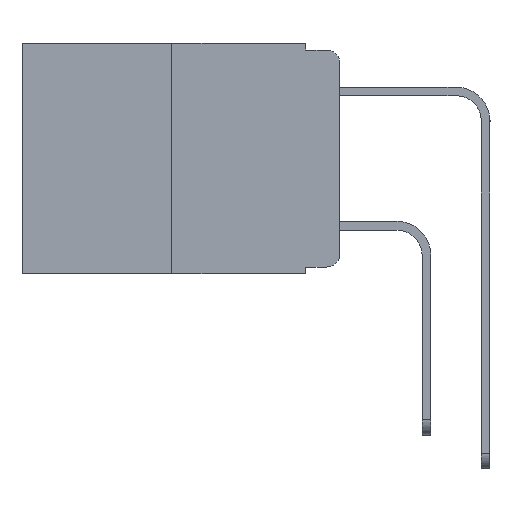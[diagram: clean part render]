
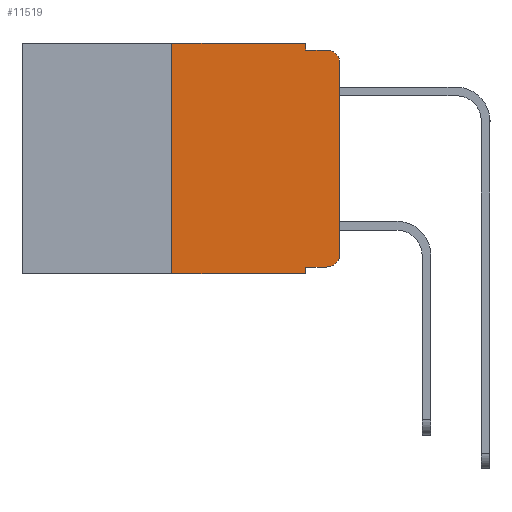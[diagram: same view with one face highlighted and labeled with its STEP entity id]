
A CAD part, left-side view. The second image highlights one B-rep face of the part: STEP entity #11519.
In plain terms, the highlighted planar face has unit normal (-1, 0, 0).
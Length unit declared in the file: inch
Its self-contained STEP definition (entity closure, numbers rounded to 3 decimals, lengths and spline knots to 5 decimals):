
#79 = CARTESIAN_POINT ( 'NONE',  ( 0., 0.051, -0.01 ) ) ;
#238 = DIRECTION ( 'NONE',  ( 0., 0., -1. ) ) ;
#442 = LINE ( 'NONE', #17788, #15740 ) ;
#516 = VECTOR ( 'NONE', #2135, 39.37008 ) ;
#662 = EDGE_CURVE ( 'NONE', #2624, #9224, #1652, .T. ) ;
#1402 = DIRECTION ( 'NONE',  ( 0., 0., -1. ) ) ;
#1519 = VERTEX_POINT ( 'NONE', #17809 ) ;
#1652 = LINE ( 'NONE', #8360, #12525 ) ;
#1794 = LINE ( 'NONE', #79, #13107 ) ;
#1834 = DIRECTION ( 'NONE',  ( 0., 0., 1. ) ) ;
#2126 = DIRECTION ( 'NONE',  ( 0., 0., -1. ) ) ;
#2135 = DIRECTION ( 'NONE',  ( 0., -1., 0. ) ) ;
#2280 = CIRCLE ( 'NONE', #13672, 0.02 ) ;
#2624 = VERTEX_POINT ( 'NONE', #16393 ) ;
#2725 = LINE ( 'NONE', #11767, #13975 ) ;
#3323 = VECTOR ( 'NONE', #2126, 39.37008 ) ;
#3518 = VERTEX_POINT ( 'NONE', #13962 ) ;
#3611 = EDGE_CURVE ( 'NONE', #15328, #6749, #10895, .T. ) ;
#3827 = LINE ( 'NONE', #5259, #3323 ) ;
#4162 = CARTESIAN_POINT ( 'NONE',  ( 0., 0.02, -0.03 ) ) ;
#4213 = AXIS2_PLACEMENT_3D ( 'NONE', #17834, #9474, #238 ) ;
#5012 = PLANE ( 'NONE',  #4213 ) ;
#5259 = CARTESIAN_POINT ( 'NONE',  ( 0., 0.051, 0. ) ) ;
#5268 = LINE ( 'NONE', #9720, #516 ) ;
#5439 = CARTESIAN_POINT ( 'NONE',  ( 0., 0.02, -0.01 ) ) ;
#5732 = DIRECTION ( 'NONE',  ( 0., 0., -1. ) ) ;
#5925 = CIRCLE ( 'NONE', #18760, 0.02 ) ;
#6164 = VECTOR ( 'NONE', #18350, 39.37008 ) ;
#6657 = CARTESIAN_POINT ( 'NONE',  ( 0., 0.051, 0. ) ) ;
#6749 = VERTEX_POINT ( 'NONE', #17272 ) ;
#6989 = ORIENTED_EDGE ( 'NONE', *, *, #18745, .T. ) ;
#7037 = ORIENTED_EDGE ( 'NONE', *, *, #17825, .T. ) ;
#7093 = ORIENTED_EDGE ( 'NONE', *, *, #15997, .F. ) ;
#7163 = ORIENTED_EDGE ( 'NONE', *, *, #15033, .F. ) ;
#7178 = VERTEX_POINT ( 'NONE', #5439 ) ;
#7202 = ORIENTED_EDGE ( 'NONE', *, *, #662, .F. ) ;
#7217 = ORIENTED_EDGE ( 'NONE', *, *, #14091, .F. ) ;
#7273 = ORIENTED_EDGE ( 'NONE', *, *, #3611, .T. ) ;
#7345 = ORIENTED_EDGE ( 'NONE', *, *, #13119, .F. ) ;
#7459 = ORIENTED_EDGE ( 'NONE', *, *, #12156, .T. ) ;
#7492 = ORIENTED_EDGE ( 'NONE', *, *, #11250, .T. ) ;
#8360 = CARTESIAN_POINT ( 'NONE',  ( 0., 0.473, 0. ) ) ;
#8800 = DIRECTION ( 'NONE',  ( -1., 0., 0. ) ) ;
#9224 = VERTEX_POINT ( 'NONE', #6657 ) ;
#9348 = VECTOR ( 'NONE', #18068, 39.37008 ) ;
#9360 = DIRECTION ( 'NONE',  ( 0., -1., 0. ) ) ;
#9474 = DIRECTION ( 'NONE',  ( 1., 0., 0. ) ) ;
#9720 = CARTESIAN_POINT ( 'NONE',  ( 0., 0.051, -0.333 ) ) ;
#10100 = CARTESIAN_POINT ( 'NONE',  ( 0., 0., -0.313 ) ) ;
#10890 = CARTESIAN_POINT ( 'NONE',  ( 0., 0.051, -0.01 ) ) ;
#10895 = LINE ( 'NONE', #15578, #6164 ) ;
#11250 = EDGE_CURVE ( 'NONE', #1519, #17522, #2280, .T. ) ;
#11519 = ADVANCED_FACE ( 'NONE', ( #12418 ), #5012, .F. ) ;
#11767 = CARTESIAN_POINT ( 'NONE',  ( 0., 0.051, 0. ) ) ;
#12156 = EDGE_CURVE ( 'NONE', #3518, #1519, #5268, .T. ) ;
#12270 = EDGE_LOOP ( 'NONE', ( #6989, #7037, #7093, #7163, #7202, #7217, #7273, #7345, #7459, #7492 ) ) ;
#12418 = FACE_OUTER_BOUND ( 'NONE', #12270, .T. ) ;
#12525 = VECTOR ( 'NONE', #15056, 39.37008 ) ;
#13004 = CARTESIAN_POINT ( 'NONE',  ( 0., 0.25, -0.343 ) ) ;
#13024 = LINE ( 'NONE', #13862, #9348 ) ;
#13107 = VECTOR ( 'NONE', #9360, 39.37008 ) ;
#13119 = EDGE_CURVE ( 'NONE', #3518, #6749, #2725, .T. ) ;
#13324 = CARTESIAN_POINT ( 'NONE',  ( 0., 0., -0.03 ) ) ;
#13672 = AXIS2_PLACEMENT_3D ( 'NONE', #17175, #8800, #18578 ) ;
#13862 = CARTESIAN_POINT ( 'NONE',  ( 0., 0.25, 0. ) ) ;
#13962 = CARTESIAN_POINT ( 'NONE',  ( 0., 0.051, -0.333 ) ) ;
#13975 = VECTOR ( 'NONE', #1402, 39.37008 ) ;
#14091 = EDGE_CURVE ( 'NONE', #15328, #2624, #13024, .T. ) ;
#14287 = DIRECTION ( 'NONE',  ( -1., 0., 0. ) ) ;
#14602 = VERTEX_POINT ( 'NONE', #10890 ) ;
#15033 = EDGE_CURVE ( 'NONE', #9224, #14602, #3827, .T. ) ;
#15056 = DIRECTION ( 'NONE',  ( 0., -1., 0. ) ) ;
#15328 = VERTEX_POINT ( 'NONE', #13004 ) ;
#15437 = VERTEX_POINT ( 'NONE', #13324 ) ;
#15578 = CARTESIAN_POINT ( 'NONE',  ( 0., 0.473, -0.343 ) ) ;
#15740 = VECTOR ( 'NONE', #1834, 39.37008 ) ;
#15997 = EDGE_CURVE ( 'NONE', #14602, #7178, #1794, .T. ) ;
#16393 = CARTESIAN_POINT ( 'NONE',  ( 0., 0.25, 0. ) ) ;
#17175 = CARTESIAN_POINT ( 'NONE',  ( 0., 0.02, -0.313 ) ) ;
#17272 = CARTESIAN_POINT ( 'NONE',  ( 0., 0.051, -0.343 ) ) ;
#17522 = VERTEX_POINT ( 'NONE', #10100 ) ;
#17788 = CARTESIAN_POINT ( 'NONE',  ( 0., 0., 0. ) ) ;
#17809 = CARTESIAN_POINT ( 'NONE',  ( 0., 0.02, -0.333 ) ) ;
#17825 = EDGE_CURVE ( 'NONE', #15437, #7178, #5925, .T. ) ;
#17834 = CARTESIAN_POINT ( 'NONE',  ( 0., 0.473, 0. ) ) ;
#18068 = DIRECTION ( 'NONE',  ( 0., 0., 1. ) ) ;
#18350 = DIRECTION ( 'NONE',  ( 0., -1., 0. ) ) ;
#18578 = DIRECTION ( 'NONE',  ( 0., 0., -1. ) ) ;
#18745 = EDGE_CURVE ( 'NONE', #17522, #15437, #442, .T. ) ;
#18760 = AXIS2_PLACEMENT_3D ( 'NONE', #4162, #14287, #5732 ) ;
